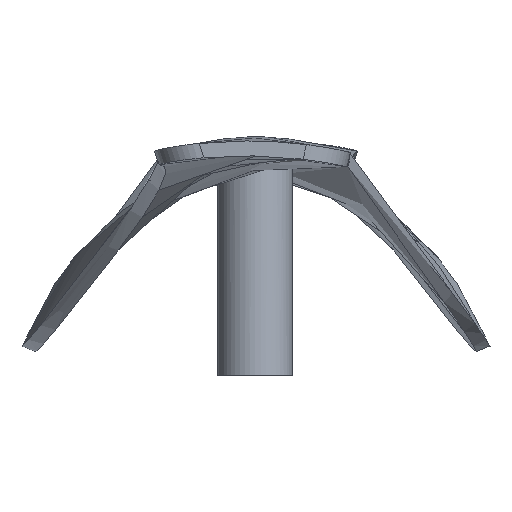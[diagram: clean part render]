
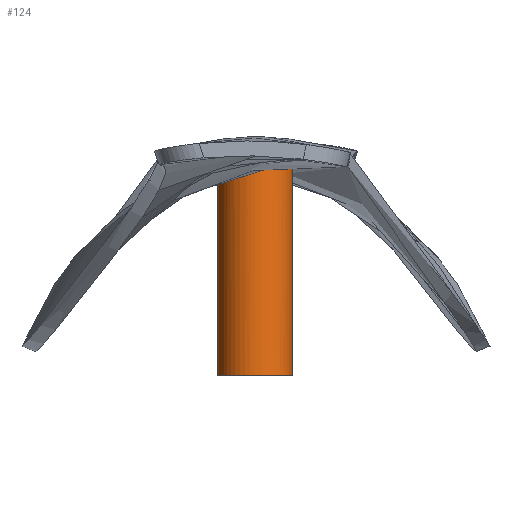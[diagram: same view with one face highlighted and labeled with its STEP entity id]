
A CAD part, left-side view. The second image highlights one B-rep face of the part: STEP entity #124.
In plain terms, the highlighted cylindrical face has radius 2.5 mm (diameter 5 mm), a full revolution.
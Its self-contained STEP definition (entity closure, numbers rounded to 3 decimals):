
#81=CYLINDRICAL_SURFACE('',#500,2.5);
#97=FACE_BOUND('',#189,.T.);
#98=FACE_BOUND('',#190,.T.);
#124=ADVANCED_FACE('',(#97,#98),#81,.T.);
#189=EDGE_LOOP('',(#248));
#190=EDGE_LOOP('',(#249));
#248=ORIENTED_EDGE('',*,*,#404,.F.);
#249=ORIENTED_EDGE('',*,*,#394,.T.);
#352=VERTEX_POINT('',#797);
#358=VERTEX_POINT('',#994);
#394=EDGE_CURVE('',#352,#352,#454,.T.);
#404=EDGE_CURVE('',#358,#358,#458,.T.);
#454=B_SPLINE_CURVE_WITH_KNOTS('',3,(#779,#780,#781,#782,#783,#784,#785,
#786,#787,#788,#789,#790,#791,#792,#793,#794,#795,#796),.UNSPECIFIED.,.T.,
 .F.,(2,2,2,2,2,2,2,2,2,2,2),(-0.125,0.,0.125,0.25,0.375,0.5,
0.625,0.75,0.875,1.,1.125),.UNSPECIFIED.);
#458=B_SPLINE_CURVE_WITH_KNOTS('',3,(#948,#949,#950,#951,#952,#953,#954,
#955,#956,#957,#958,#959,#960,#961,#962,#963,#964,#965,#966,#967,#968,#969,
#970,#971,#972,#973,#974,#975,#976,#977,#978,#979,#980,#981,#982,#983,#984,
#985,#986,#987,#988,#989,#990,#991,#992,#993),.UNSPECIFIED.,.T.,.F.,(1,
3,3,3,3,3,3,3,3,3,3,3,3,3,3,3,3,1),(-0.067,0.,0.067,
0.133,0.2,0.267,0.333,0.4,0.467,
0.533,0.6,0.667,0.733,0.8,0.867,
0.933,1.,1.067),.UNSPECIFIED.);
#500=AXIS2_PLACEMENT_3D('',#995,#542,#543);
#542=DIRECTION('',(0.,0.,1.));
#543=DIRECTION('',(1.,0.,0.));
#779=CARTESIAN_POINT('',(-14.96,-2.429,-15.169));
#780=CARTESIAN_POINT('',(-13.651,-2.429,-15.169));
#781=CARTESIAN_POINT('',(-13.,-2.159,-15.169));
#782=CARTESIAN_POINT('',(-12.075,-1.234,-15.169));
#783=CARTESIAN_POINT('',(-11.805,-0.583,-15.169));
#784=CARTESIAN_POINT('',(-11.805,0.726,-15.169));
#785=CARTESIAN_POINT('',(-12.075,1.376,-15.169));
#786=CARTESIAN_POINT('',(-13.,2.302,-15.169));
#787=CARTESIAN_POINT('',(-13.651,2.571,-15.169));
#788=CARTESIAN_POINT('',(-14.96,2.571,-15.169));
#789=CARTESIAN_POINT('',(-15.61,2.302,-15.169));
#790=CARTESIAN_POINT('',(-16.536,1.376,-15.169));
#791=CARTESIAN_POINT('',(-16.805,0.726,-15.169));
#792=CARTESIAN_POINT('',(-16.805,-0.583,-15.169));
#793=CARTESIAN_POINT('',(-16.536,-1.234,-15.169));
#794=CARTESIAN_POINT('',(-15.61,-2.159,-15.169));
#795=CARTESIAN_POINT('',(-14.96,-2.429,-15.169));
#796=CARTESIAN_POINT('',(-13.651,-2.429,-15.169));
#797=CARTESIAN_POINT('',(-14.305,-2.429,-15.169));
#948=CARTESIAN_POINT('',(-16.791,0.325,-1.545));
#949=CARTESIAN_POINT('',(-16.807,0.195,-1.519));
#950=CARTESIAN_POINT('',(-16.811,0.115,-1.503));
#951=CARTESIAN_POINT('',(-16.802,-0.053,-1.472));
#952=CARTESIAN_POINT('',(-16.794,-0.221,-1.441));
#953=CARTESIAN_POINT('',(-16.769,-0.386,-1.412));
#954=CARTESIAN_POINT('',(-16.727,-0.55,-1.386));
#955=CARTESIAN_POINT('',(-16.643,-0.878,-1.332));
#956=CARTESIAN_POINT('',(-16.497,-1.179,-1.289));
#957=CARTESIAN_POINT('',(-16.287,-1.453,-1.255));
#958=CARTESIAN_POINT('',(-15.865,-2.001,-1.187));
#959=CARTESIAN_POINT('',(-15.26,-2.346,-1.162));
#960=CARTESIAN_POINT('',(-14.556,-2.416,-1.149));
#961=CARTESIAN_POINT('',(-13.852,-2.487,-1.137));
#962=CARTESIAN_POINT('',(-13.181,-2.265,-1.14));
#963=CARTESIAN_POINT('',(-12.663,-1.814,-1.15));
#964=CARTESIAN_POINT('',(-12.145,-1.363,-1.16));
#965=CARTESIAN_POINT('',(-11.834,-0.715,-1.175));
#966=CARTESIAN_POINT('',(-11.807,-0.026,-1.23));
#967=CARTESIAN_POINT('',(-11.78,0.664,-1.286));
#968=CARTESIAN_POINT('',(-12.046,1.33,-1.393));
#969=CARTESIAN_POINT('',(-12.507,1.808,-1.538));
#970=CARTESIAN_POINT('',(-12.969,2.286,-1.684));
#971=CARTESIAN_POINT('',(-13.625,2.57,-1.854));
#972=CARTESIAN_POINT('',(-14.3,2.571,-1.929));
#973=CARTESIAN_POINT('',(-14.975,2.573,-2.004));
#974=CARTESIAN_POINT('',(-15.648,2.288,-1.971));
#975=CARTESIAN_POINT('',(-16.118,1.792,-1.864));
#976=CARTESIAN_POINT('',(-16.236,1.668,-1.837));
#977=CARTESIAN_POINT('',(-16.339,1.535,-1.807));
#978=CARTESIAN_POINT('',(-16.427,1.394,-1.775));
#979=CARTESIAN_POINT('',(-16.515,1.252,-1.743));
#980=CARTESIAN_POINT('',(-16.608,1.052,-1.699));
#981=CARTESIAN_POINT('',(-16.647,0.946,-1.675));
#982=CARTESIAN_POINT('',(-16.667,0.893,-1.664));
#983=CARTESIAN_POINT('',(-16.686,0.838,-1.652));
#984=CARTESIAN_POINT('',(-16.703,0.782,-1.64));
#985=CARTESIAN_POINT('',(-16.712,0.754,-1.634));
#986=CARTESIAN_POINT('',(-16.721,0.725,-1.628));
#987=CARTESIAN_POINT('',(-16.729,0.696,-1.622));
#988=CARTESIAN_POINT('',(-16.737,0.667,-1.615));
#989=CARTESIAN_POINT('',(-16.752,0.609,-1.603));
#990=CARTESIAN_POINT('',(-16.752,0.608,-1.603));
#991=CARTESIAN_POINT('',(-16.753,0.604,-1.602));
#992=CARTESIAN_POINT('',(-16.779,0.428,-1.566));
#993=CARTESIAN_POINT('',(-16.791,0.325,-1.545));
#994=CARTESIAN_POINT('',(-16.792,0.325,-1.545));
#995=CARTESIAN_POINT('',(-14.305,0.071,182.877));
